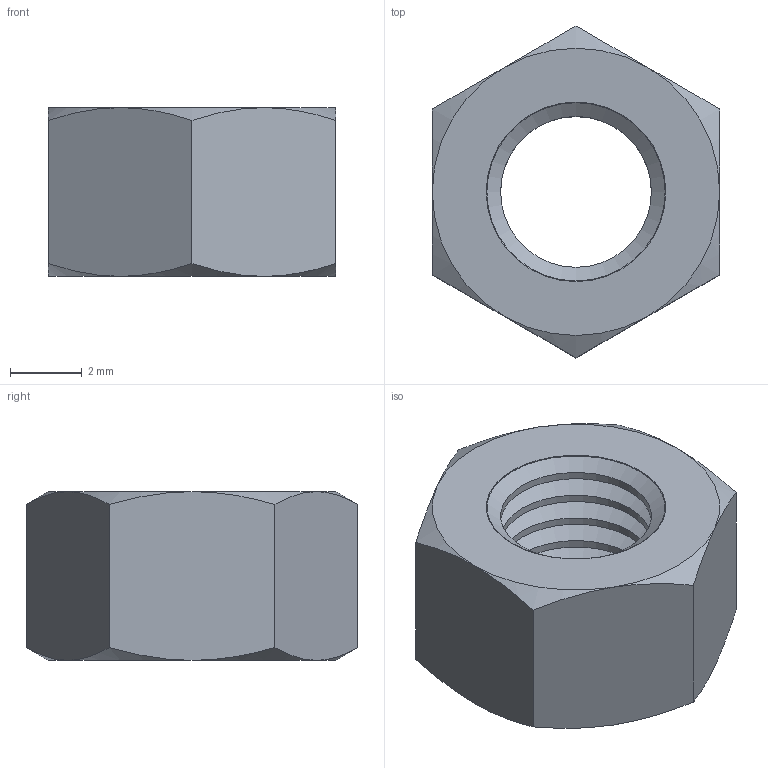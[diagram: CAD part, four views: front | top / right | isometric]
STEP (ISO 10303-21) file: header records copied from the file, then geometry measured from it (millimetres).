
FILE_DESCRIPTION(/* description */ (''),/* implementation_level */ '2;1');
FILE_NAME(/* name */ 'M5_v1.step',/* time_stamp */ '2025-03-29T15:29:10+01:00',/* author */ (''),/* organization */ (''),/* preprocessor_version */ 'ST-DEVELOPER v20.1',/* originating_system */ 'Autodesk Translation Framework v14.4.0.0',/* authorisation */ '');
FILE_SCHEMA (('AUTOMOTIVE_DESIGN { 1 0 10303 214 3 1 1 }'));
Length unit declared in the file: millimetre
Products named in the file (1): M5
Bounding box: 8 x 9.24 x 4.7 mm (x, y, z)
Volume: 184.6 mm3; surface area: 299.4 mm2
Topology: 1 solids, 1 shells, 41 faces, 99 edges, 60 vertices
Faces by surface type: cone 26, plane 8, cylinder 7
Full cylindrical faces by diameter (mm): 4.2 x6, 5 x1
Entity records: 1210 total; most frequent: CARTESIAN_POINT 249, DIRECTION 207, ORIENTED_EDGE 198, EDGE_CURVE 99, AXIS2_PLACEMENT_3D 90, VERTEX_POINT 60, CIRCLE 48, EDGE_LOOP 43
